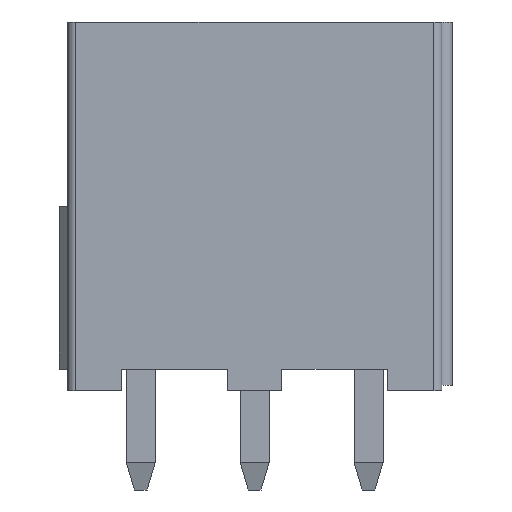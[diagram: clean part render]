
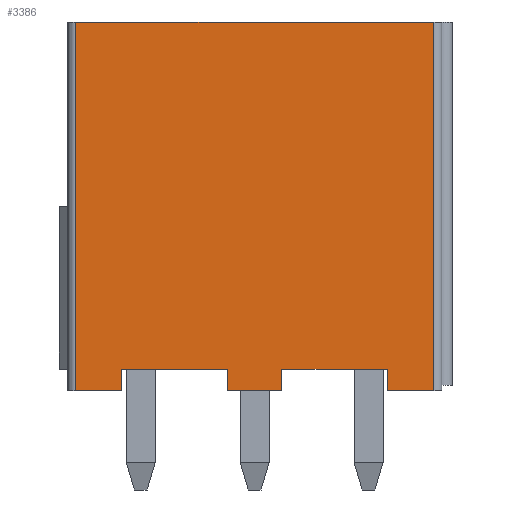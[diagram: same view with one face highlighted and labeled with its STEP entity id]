
A CAD part, front view. The second image highlights one B-rep face of the part: STEP entity #3386.
In plain terms, the highlighted planar face has unit normal (0, -1, 0).
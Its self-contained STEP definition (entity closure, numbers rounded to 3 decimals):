
#67=DIRECTION('',(1.,0.,0.));
#68=VECTOR('',#67,13.2);
#69=CARTESIAN_POINT('',(-6.6,-4.8,0.));
#70=LINE('',#69,#68);
#490=DIRECTION('',(1.,0.,0.));
#491=VECTOR('',#490,3.9);
#492=CARTESIAN_POINT('',(-4.9,-4.8,-12.8));
#493=LINE('',#492,#491);
#502=DIRECTION('',(1.,0.,0.));
#503=VECTOR('',#502,3.9);
#504=CARTESIAN_POINT('',(1.,-4.8,-12.8));
#505=LINE('',#504,#503);
#670=DIRECTION('',(1.,0.,0.));
#671=VECTOR('',#670,2.);
#672=CARTESIAN_POINT('',(-1.,-4.8,-13.6));
#673=LINE('',#672,#671);
#694=DIRECTION('',(1.,0.,0.));
#695=VECTOR('',#694,1.7);
#696=CARTESIAN_POINT('',(4.9,-4.8,-13.6));
#697=LINE('',#696,#695);
#737=DIRECTION('',(1.,0.,0.));
#738=VECTOR('',#737,1.7);
#739=CARTESIAN_POINT('',(-6.6,-4.8,-13.6));
#740=LINE('',#739,#738);
#806=DIRECTION('',(0.,0.,1.));
#807=VECTOR('',#806,0.8);
#808=CARTESIAN_POINT('',(1.,-4.8,-13.6));
#809=LINE('',#808,#807);
#810=DIRECTION('',(0.,0.,1.));
#811=VECTOR('',#810,0.8);
#812=CARTESIAN_POINT('',(-1.,-4.8,-13.6));
#813=LINE('',#812,#811);
#814=DIRECTION('',(0.,0.,1.));
#815=VECTOR('',#814,0.8);
#816=CARTESIAN_POINT('',(-4.9,-4.8,-13.6));
#817=LINE('',#816,#815);
#818=DIRECTION('',(0.,0.,-1.));
#819=VECTOR('',#818,13.6);
#820=CARTESIAN_POINT('',(-6.6,-4.8,0.));
#821=LINE('',#820,#819);
#822=DIRECTION('',(0.,0.,1.));
#823=VECTOR('',#822,0.8);
#824=CARTESIAN_POINT('',(4.9,-4.8,-13.6));
#825=LINE('',#824,#823);
#987=DIRECTION('',(0.,0.,-1.));
#988=VECTOR('',#987,13.6);
#989=CARTESIAN_POINT('',(6.6,-4.8,0.));
#990=LINE('',#989,#988);
#1845=CARTESIAN_POINT('',(-6.6,-4.8,0.));
#1846=VERTEX_POINT('',#1845);
#1847=CARTESIAN_POINT('',(6.6,-4.8,0.));
#1848=VERTEX_POINT('',#1847);
#1860=CARTESIAN_POINT('',(-6.6,-4.8,-13.6));
#1862=VERTEX_POINT('',#1860);
#1863=CARTESIAN_POINT('',(6.6,-4.8,-13.6));
#1865=VERTEX_POINT('',#1863);
#1951=CARTESIAN_POINT('',(4.9,-4.8,-13.6));
#1953=VERTEX_POINT('',#1951);
#1959=CARTESIAN_POINT('',(4.9,-4.8,-12.8));
#1960=VERTEX_POINT('',#1959);
#2111=CARTESIAN_POINT('',(1.,-4.8,-13.6));
#2113=VERTEX_POINT('',#2111);
#2119=CARTESIAN_POINT('',(1.,-4.8,-12.8));
#2120=VERTEX_POINT('',#2119);
#2127=CARTESIAN_POINT('',(-1.,-4.8,-13.6));
#2129=VERTEX_POINT('',#2127);
#2135=CARTESIAN_POINT('',(-1.,-4.8,-12.8));
#2136=VERTEX_POINT('',#2135);
#2143=CARTESIAN_POINT('',(-4.9,-4.8,-13.6));
#2145=VERTEX_POINT('',#2143);
#2151=CARTESIAN_POINT('',(-4.9,-4.8,-12.8));
#2152=VERTEX_POINT('',#2151);
#3364=CARTESIAN_POINT('',(-6.6,-4.8,0.));
#3365=DIRECTION('',(0.,-1.,0.));
#3366=DIRECTION('',(1.,0.,0.));
#3367=AXIS2_PLACEMENT_3D('',#3364,#3365,#3366);
#3368=PLANE('',#3367);
#3369=ORIENTED_EDGE('',*,*,#3021,.F.);
#3370=ORIENTED_EDGE('',*,*,#3344,.F.);
#3371=ORIENTED_EDGE('',*,*,#3171,.F.);
#3372=ORIENTED_EDGE('',*,*,#3272,.T.);
#3373=ORIENTED_EDGE('',*,*,#3013,.F.);
#3375=ORIENTED_EDGE('',*,*,#3374,.F.);
#3376=ORIENTED_EDGE('',*,*,#3241,.F.);
#3378=ORIENTED_EDGE('',*,*,#3377,.F.);
#3379=ORIENTED_EDGE('',*,*,#2428,.T.);
#3381=ORIENTED_EDGE('',*,*,#3380,.T.);
#3382=ORIENTED_EDGE('',*,*,#3201,.F.);
#3383=ORIENTED_EDGE('',*,*,#3145,.T.);
#3384=EDGE_LOOP('',(#3369,#3370,#3371,#3372,#3373,#3375,#3376,#3378,#3379,#3381,
#3382,#3383));
#3385=FACE_OUTER_BOUND('',#3384,.F.);
#3386=ADVANCED_FACE('',(#3385),#3368,.T.);
#2428=EDGE_CURVE('',#1846,#1848,#70,.T.);
#3013=EDGE_CURVE('',#2152,#2136,#493,.T.);
#3021=EDGE_CURVE('',#2120,#1960,#505,.T.);
#3145=EDGE_CURVE('',#1953,#1960,#825,.T.);
#3171=EDGE_CURVE('',#2129,#2113,#673,.T.);
#3201=EDGE_CURVE('',#1953,#1865,#697,.T.);
#3241=EDGE_CURVE('',#1862,#2145,#740,.T.);
#3272=EDGE_CURVE('',#2129,#2136,#813,.T.);
#3344=EDGE_CURVE('',#2113,#2120,#809,.T.);
#3374=EDGE_CURVE('',#2145,#2152,#817,.T.);
#3377=EDGE_CURVE('',#1846,#1862,#821,.T.);
#3380=EDGE_CURVE('',#1848,#1865,#990,.T.);
